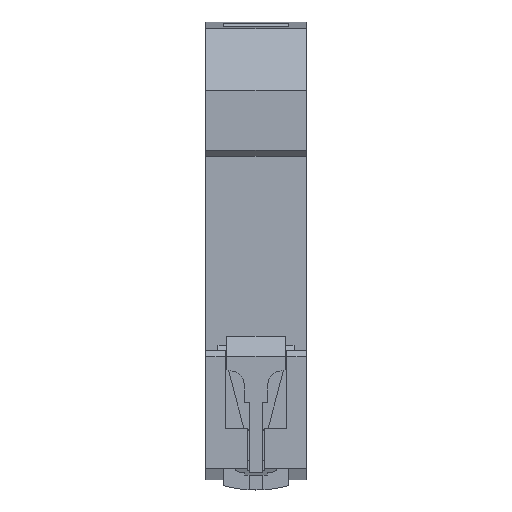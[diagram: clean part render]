
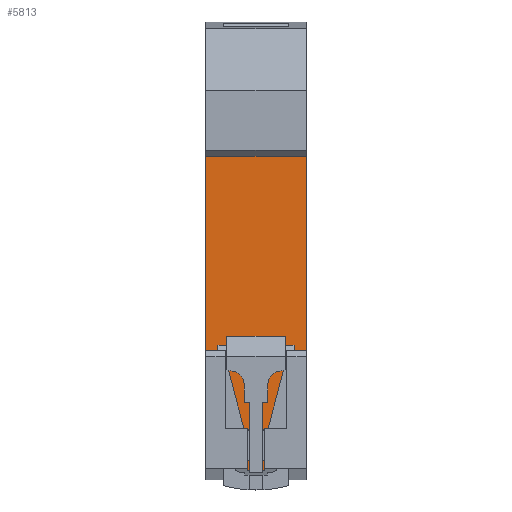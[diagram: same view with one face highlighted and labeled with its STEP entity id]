
A CAD part, top view. The second image highlights one B-rep face of the part: STEP entity #5813.
In plain terms, the highlighted planar face has unit normal (0, 0, 1).
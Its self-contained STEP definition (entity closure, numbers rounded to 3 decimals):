
#7 = AXIS2_PLACEMENT_3D ( 'NONE', #1052, #1531, #4949 ) ;
#86 = ORIENTED_EDGE ( 'NONE', *, *, #2855, .F. ) ;
#136 = CARTESIAN_POINT ( 'NONE',  ( -8.75, -17.5, 28.005 ) ) ;
#137 = DIRECTION ( 'NONE',  ( 1., 0., 0. ) ) ;
#144 = VERTEX_POINT ( 'NONE', #2313 ) ;
#209 = EDGE_CURVE ( 'NONE', #1948, #3890, #2102, .T. ) ;
#217 = DIRECTION ( 'NONE',  ( 0., 1., 0. ) ) ;
#573 = PLANE ( 'NONE',  #7 ) ;
#628 = DIRECTION ( 'NONE',  ( 1., 0., 0. ) ) ;
#879 = VECTOR ( 'NONE', #1337, 1000. ) ;
#916 = DIRECTION ( 'NONE',  ( -1., 0., 0. ) ) ;
#1052 = CARTESIAN_POINT ( 'NONE',  ( -8.75, -17.5, 28.005 ) ) ;
#1079 = ORIENTED_EDGE ( 'NONE', *, *, #1402, .T. ) ;
#1146 = LINE ( 'NONE', #3114, #4744 ) ;
#1250 = VERTEX_POINT ( 'NONE', #2891 ) ;
#1279 = CARTESIAN_POINT ( 'NONE',  ( -8.75, 17.5, 28.005 ) ) ;
#1282 = CARTESIAN_POINT ( 'NONE',  ( -1.4, -31., 28.005 ) ) ;
#1337 = DIRECTION ( 'NONE',  ( 0., -1., 0. ) ) ;
#1362 = ORIENTED_EDGE ( 'NONE', *, *, #4044, .T. ) ;
#1395 = EDGE_CURVE ( 'NONE', #5278, #1948, #1146, .T. ) ;
#1402 = EDGE_CURVE ( 'NONE', #2300, #4790, #6014, .T. ) ;
#1428 = VECTOR ( 'NONE', #3636, 1000. ) ;
#1495 = LINE ( 'NONE', #1887, #3796 ) ;
#1531 = DIRECTION ( 'NONE',  ( 0., 0., 1. ) ) ;
#1602 = CARTESIAN_POINT ( 'NONE',  ( -8.75, -17.5, 28.005 ) ) ;
#1643 = CARTESIAN_POINT ( 'NONE',  ( 6.9, -31., 28.005 ) ) ;
#1659 = DIRECTION ( 'NONE',  ( -1., 0., 0. ) ) ;
#1811 = CARTESIAN_POINT ( 'NONE',  ( 1.4, -31., 28.005 ) ) ;
#1871 = ORIENTED_EDGE ( 'NONE', *, *, #6287, .F. ) ;
#1887 = CARTESIAN_POINT ( 'NONE',  ( -8.75, -38.385, 28.005 ) ) ;
#1941 = ORIENTED_EDGE ( 'NONE', *, *, #3235, .T. ) ;
#1948 = VERTEX_POINT ( 'NONE', #3526 ) ;
#2095 = VECTOR ( 'NONE', #628, 1000. ) ;
#2102 = LINE ( 'NONE', #2795, #4550 ) ;
#2136 = VECTOR ( 'NONE', #217, 1000. ) ;
#2167 = VECTOR ( 'NONE', #2672, 1000. ) ;
#2280 = CARTESIAN_POINT ( 'NONE',  ( 1.4, -31., 28.005 ) ) ;
#2300 = VERTEX_POINT ( 'NONE', #1643 ) ;
#2313 = CARTESIAN_POINT ( 'NONE',  ( -6.9, -17.5, 28.005 ) ) ;
#2336 = EDGE_CURVE ( 'NONE', #2444, #5371, #4022, .T. ) ;
#2444 = VERTEX_POINT ( 'NONE', #1282 ) ;
#2454 = ORIENTED_EDGE ( 'NONE', *, *, #1395, .F. ) ;
#2672 = DIRECTION ( 'NONE',  ( 0., -1., 0. ) ) ;
#2674 = FACE_OUTER_BOUND ( 'NONE', #5186, .T. ) ;
#2764 = VERTEX_POINT ( 'NONE', #1602 ) ;
#2795 = CARTESIAN_POINT ( 'NONE',  ( 8.75, -17.5, 28.005 ) ) ;
#2855 = EDGE_CURVE ( 'NONE', #1250, #2444, #5329, .T. ) ;
#2891 = CARTESIAN_POINT ( 'NONE',  ( -1.4, -38.385, 28.005 ) ) ;
#3012 = EDGE_CURVE ( 'NONE', #2764, #144, #5971, .T. ) ;
#3114 = CARTESIAN_POINT ( 'NONE',  ( -8.75, 17.5, 28.005 ) ) ;
#3142 = LINE ( 'NONE', #3285, #4145 ) ;
#3147 = VERTEX_POINT ( 'NONE', #5082 ) ;
#3235 = EDGE_CURVE ( 'NONE', #5278, #2764, #3613, .T. ) ;
#3285 = CARTESIAN_POINT ( 'NONE',  ( 1.4, -31., 28.005 ) ) ;
#3377 = VECTOR ( 'NONE', #5789, 1000. ) ;
#3457 = LINE ( 'NONE', #1811, #879 ) ;
#3476 = ORIENTED_EDGE ( 'NONE', *, *, #209, .F. ) ;
#3526 = CARTESIAN_POINT ( 'NONE',  ( 8.75, 17.5, 28.005 ) ) ;
#3528 = LINE ( 'NONE', #6269, #3377 ) ;
#3542 = CARTESIAN_POINT ( 'NONE',  ( -8.75, -17.5, 28.005 ) ) ;
#3613 = LINE ( 'NONE', #3662, #2167 ) ;
#3636 = DIRECTION ( 'NONE',  ( 0., 1., 0. ) ) ;
#3662 = CARTESIAN_POINT ( 'NONE',  ( -8.75, -17.5, 28.005 ) ) ;
#3690 = ORIENTED_EDGE ( 'NONE', *, *, #4766, .F. ) ;
#3725 = EDGE_CURVE ( 'NONE', #5290, #3147, #3457, .T. ) ;
#3781 = DIRECTION ( 'NONE',  ( -1., 0., 0. ) ) ;
#3796 = VECTOR ( 'NONE', #916, 1000. ) ;
#3890 = VERTEX_POINT ( 'NONE', #5376 ) ;
#3933 = ORIENTED_EDGE ( 'NONE', *, *, #4645, .F. ) ;
#4022 = LINE ( 'NONE', #4597, #4349 ) ;
#4044 = EDGE_CURVE ( 'NONE', #4790, #3890, #5354, .T. ) ;
#4053 = VECTOR ( 'NONE', #137, 1000. ) ;
#4145 = VECTOR ( 'NONE', #3781, 1000. ) ;
#4349 = VECTOR ( 'NONE', #1659, 1000. ) ;
#4359 = ORIENTED_EDGE ( 'NONE', *, *, #3012, .T. ) ;
#4550 = VECTOR ( 'NONE', #6124, 1000. ) ;
#4597 = CARTESIAN_POINT ( 'NONE',  ( -5.399, -31., 28.005 ) ) ;
#4645 = EDGE_CURVE ( 'NONE', #2300, #5290, #3142, .T. ) ;
#4744 = VECTOR ( 'NONE', #6034, 1000. ) ;
#4766 = EDGE_CURVE ( 'NONE', #5371, #144, #3528, .T. ) ;
#4790 = VERTEX_POINT ( 'NONE', #4867 ) ;
#4867 = CARTESIAN_POINT ( 'NONE',  ( 6.9, -17.5, 28.005 ) ) ;
#4949 = DIRECTION ( 'NONE',  ( 0., -1., 0. ) ) ;
#5082 = CARTESIAN_POINT ( 'NONE',  ( 1.4, -38.385, 28.005 ) ) ;
#5186 = EDGE_LOOP ( 'NONE', ( #1079, #1362, #3476, #2454, #1941, #4359, #3690, #5448, #86, #1871, #5411, #3933 ) ) ;
#5278 = VERTEX_POINT ( 'NONE', #1279 ) ;
#5290 = VERTEX_POINT ( 'NONE', #2280 ) ;
#5329 = LINE ( 'NONE', #6062, #1428 ) ;
#5354 = LINE ( 'NONE', #3542, #4053 ) ;
#5371 = VERTEX_POINT ( 'NONE', #6227 ) ;
#5376 = CARTESIAN_POINT ( 'NONE',  ( 8.75, -17.5, 28.005 ) ) ;
#5411 = ORIENTED_EDGE ( 'NONE', *, *, #3725, .F. ) ;
#5448 = ORIENTED_EDGE ( 'NONE', *, *, #2336, .F. ) ;
#5567 = CARTESIAN_POINT ( 'NONE',  ( 6.9, -45.237, 28.005 ) ) ;
#5789 = DIRECTION ( 'NONE',  ( 0., 1., 0. ) ) ;
#5813 = ADVANCED_FACE ( 'NONE', ( #2674 ), #573, .T. ) ;
#5971 = LINE ( 'NONE', #136, #2095 ) ;
#6014 = LINE ( 'NONE', #5567, #2136 ) ;
#6034 = DIRECTION ( 'NONE',  ( 1., 0., 0. ) ) ;
#6062 = CARTESIAN_POINT ( 'NONE',  ( -1.4, -31., 28.005 ) ) ;
#6124 = DIRECTION ( 'NONE',  ( 0., -1., 0. ) ) ;
#6227 = CARTESIAN_POINT ( 'NONE',  ( -6.9, -31., 28.005 ) ) ;
#6269 = CARTESIAN_POINT ( 'NONE',  ( -6.9, -45.237, 28.005 ) ) ;
#6287 = EDGE_CURVE ( 'NONE', #3147, #1250, #1495, .T. ) ;
